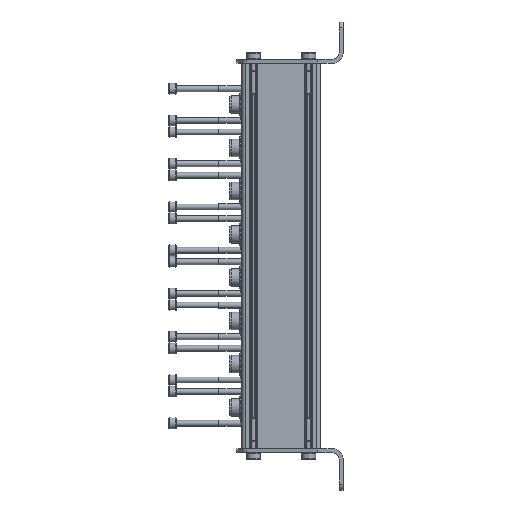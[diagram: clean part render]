
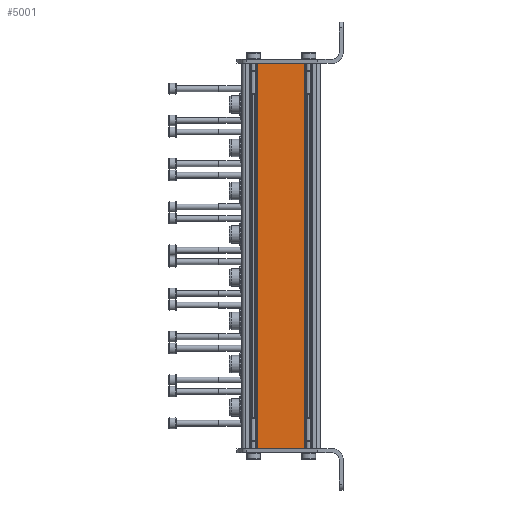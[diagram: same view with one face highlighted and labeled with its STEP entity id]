
A CAD part, left-side view. The second image highlights one B-rep face of the part: STEP entity #5001.
In plain terms, the highlighted planar face has unit normal (-1, 0, 0).
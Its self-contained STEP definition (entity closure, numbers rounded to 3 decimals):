
#382=LINE('',#8230,#708);
#383=LINE('',#8232,#709);
#384=LINE('',#8234,#710);
#385=LINE('',#8236,#711);
#708=VECTOR('',#6436,1000.);
#709=VECTOR('',#6439,1000.);
#710=VECTOR('',#6440,1000.);
#711=VECTOR('',#6441,1000.);
#938=PLANE('',#5485);
#1644=ORIENTED_EDGE('',*,*,#2899,.F.);
#1645=ORIENTED_EDGE('',*,*,#2898,.F.);
#1646=ORIENTED_EDGE('',*,*,#2900,.T.);
#1647=ORIENTED_EDGE('',*,*,#2901,.T.);
#2898=EDGE_CURVE('',#3493,#3492,#382,.T.);
#2899=EDGE_CURVE('',#3492,#3494,#383,.T.);
#2900=EDGE_CURVE('',#3493,#3495,#384,.T.);
#2901=EDGE_CURVE('',#3495,#3494,#385,.T.);
#3492=VERTEX_POINT('',#8227);
#3493=VERTEX_POINT('',#8229);
#3494=VERTEX_POINT('',#8233);
#3495=VERTEX_POINT('',#8235);
#3950=EDGE_LOOP('',(#1644,#1645,#1646,#1647));
#4422=FACE_BOUND('',#3950,.T.);
#5001=ADVANCED_FACE('',(#4422),#938,.T.);
#5485=AXIS2_PLACEMENT_3D('',#8231,#6437,#6438);
#6436=DIRECTION('',(0.,0.,1.));
#6437=DIRECTION('',(-1.,0.,0.));
#6438=DIRECTION('',(0.,0.,1.));
#6439=DIRECTION('',(0.,-1.,0.));
#6440=DIRECTION('',(0.,-1.,0.));
#6441=DIRECTION('',(0.,0.,1.));
#8227=CARTESIAN_POINT('',(-11.5,11.979,0.));
#8229=CARTESIAN_POINT('',(-11.5,11.979,-196.));
#8230=CARTESIAN_POINT('',(-11.5,11.979,-196.));
#8231=CARTESIAN_POINT('',(-11.5,11.979,-196.));
#8232=CARTESIAN_POINT('',(-11.5,11.979,0.));
#8233=CARTESIAN_POINT('',(-11.5,-11.979,0.));
#8234=CARTESIAN_POINT('',(-11.5,11.979,-196.));
#8235=CARTESIAN_POINT('',(-11.5,-11.979,-196.));
#8236=CARTESIAN_POINT('',(-11.5,-11.979,-196.));
